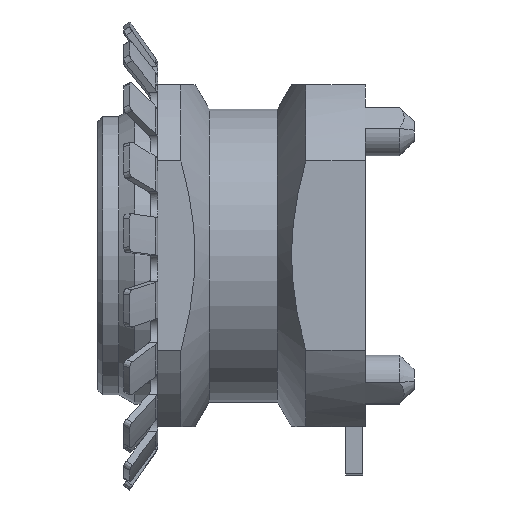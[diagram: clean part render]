
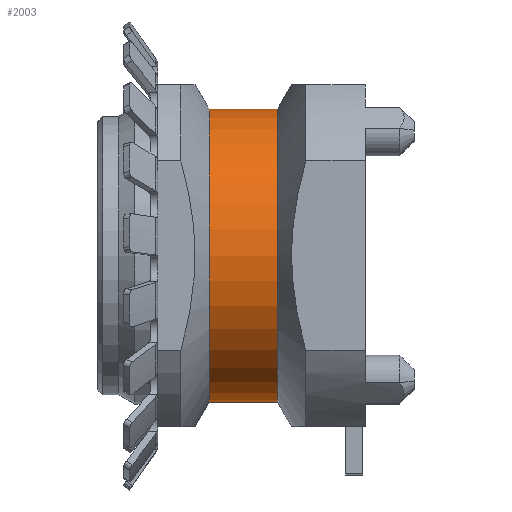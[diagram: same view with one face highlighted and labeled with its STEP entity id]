
A CAD part, front view. The second image highlights one B-rep face of the part: STEP entity #2003.
In plain terms, the highlighted cylindrical face has radius 3 mm (diameter 6 mm), a partial arc.
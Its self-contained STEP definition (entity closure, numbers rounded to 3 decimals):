
#714=CARTESIAN_POINT('',(3.68,0.,0.));
#715=DIRECTION('',(-1.,0.,0.));
#716=DIRECTION('',(0.,0.,-1.));
#717=AXIS2_PLACEMENT_3D('',#714,#715,#716);
#798=DIRECTION('',(1.,0.,0.));
#799=VECTOR('',#798,1.4);
#800=CARTESIAN_POINT('',(2.28,0.,-3.));
#801=LINE('',#800,#799);
#802=CARTESIAN_POINT('',(2.28,0.,0.));
#803=DIRECTION('',(-1.,0.,0.));
#804=DIRECTION('',(0.,0.,-1.));
#805=AXIS2_PLACEMENT_3D('',#802,#803,#804);
#807=DIRECTION('',(1.,0.,0.));
#808=VECTOR('',#807,1.4);
#809=CARTESIAN_POINT('',(2.28,0.,3.));
#810=LINE('',#809,#808);
#890=CARTESIAN_POINT('',(2.28,0.,-3.));
#891=CARTESIAN_POINT('',(3.68,0.,-3.));
#892=VERTEX_POINT('',#890);
#893=VERTEX_POINT('',#891);
#894=CARTESIAN_POINT('',(2.28,0.,3.));
#895=CARTESIAN_POINT('',(3.68,0.,3.));
#896=VERTEX_POINT('',#894);
#897=VERTEX_POINT('',#895);
#1990=CARTESIAN_POINT('',(1.048,0.,0.));
#1991=DIRECTION('',(1.,0.,0.));
#1992=DIRECTION('',(0.,0.,1.));
#1993=AXIS2_PLACEMENT_3D('',#1990,#1991,#1992);
#1994=CYLINDRICAL_SURFACE('',#1993,3.);
#1996=ORIENTED_EDGE('',*,*,#1995,.F.);
#1997=ORIENTED_EDGE('',*,*,#1981,.T.);
#1999=ORIENTED_EDGE('',*,*,#1998,.T.);
#2000=ORIENTED_EDGE('',*,*,#1873,.F.);
#2001=EDGE_LOOP('',(#1996,#1997,#1999,#2000));
#2002=FACE_OUTER_BOUND('',#2001,.F.);
#718=CIRCLE('',#717,3.);
#806=CIRCLE('',#805,3.);
#1873=EDGE_CURVE('',#893,#897,#718,.T.);
#1981=EDGE_CURVE('',#892,#896,#806,.T.);
#1995=EDGE_CURVE('',#892,#893,#801,.T.);
#1998=EDGE_CURVE('',#896,#897,#810,.T.);
#2003=ADVANCED_FACE('',(#2002),#1994,.T.);
